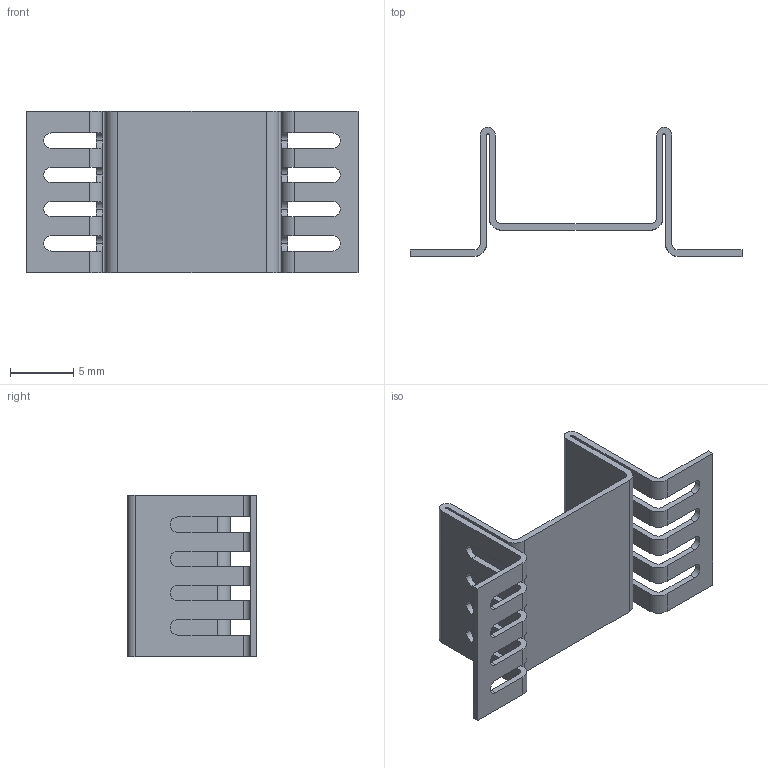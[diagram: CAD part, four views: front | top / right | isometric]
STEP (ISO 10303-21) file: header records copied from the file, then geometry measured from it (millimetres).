
FILE_DESCRIPTION (( 'STEP AP214' ), '1' );
FILE_NAME ('573300D00010G.STEP', '2023-09-15T00:49:48', ( '' ), ( '' ), 'SwSTEP 2.0', 'SolidWorks 2021', '' );
FILE_SCHEMA (( 'AUTOMOTIVE_DESIGN' ));
Length unit declared in the file: millimetre
Products named in the file (1): 573300D00010G
Bounding box: 26.16 x 10.16 x 12.7 mm (x, y, z)
Volume: 323.6 mm3; surface area: 1456.4 mm2
Topology: 1 solids, 1 shells, 86 faces, 300 edges, 200 vertices
Faces by surface type: cylinder 52, plane 34
Entity records: 3334 total; most frequent: ORIENTED_EDGE 600, CARTESIAN_POINT 587, DIRECTION 578, EDGE_CURVE 300, VERTEX_POINT 200, VECTOR 196, LINE 196, AXIS2_PLACEMENT_3D 191
